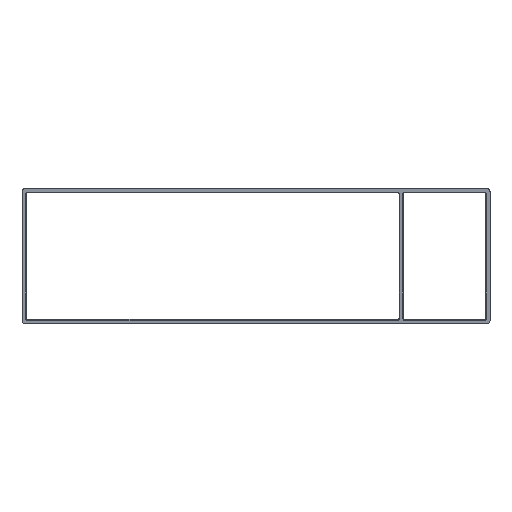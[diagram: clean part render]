
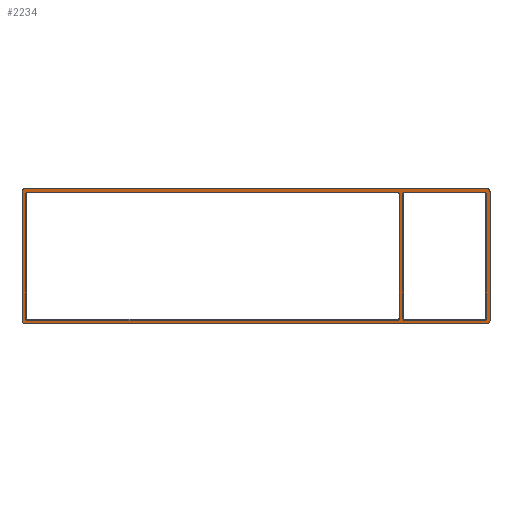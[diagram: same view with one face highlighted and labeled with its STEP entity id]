
A CAD part, top view. The second image highlights one B-rep face of the part: STEP entity #2234.
In plain terms, the highlighted planar face has unit normal (0, -0.148, 0.989).
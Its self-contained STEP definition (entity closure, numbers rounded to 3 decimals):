
#23=FACE_BOUND('',#353,.T.);
#24=FACE_BOUND('',#354,.T.);
#66=PLANE('',#2468);
#224=FACE_OUTER_BOUND('',#352,.T.);
#352=EDGE_LOOP('',(#1999,#2000,#2001,#2002,#2003,#2004,#2005,#2006));
#353=EDGE_LOOP('',(#2007,#2008,#2009,#2010,#2011,#2012,#2013,#2014));
#354=EDGE_LOOP('',(#2015,#2016,#2017,#2018,#2019,#2020,#2021,#2022));
#472=CIRCLE('',#2452,2.1);
#474=CIRCLE('',#2456,2.1);
#476=CIRCLE('',#2460,2.1);
#478=CIRCLE('',#2464,2.1);
#479=CIRCLE('',#2469,3.2);
#480=CIRCLE('',#2470,3.2);
#481=CIRCLE('',#2471,3.2);
#482=CIRCLE('',#2472,3.2);
#483=CIRCLE('',#2473,2.1);
#484=CIRCLE('',#2474,2.1);
#485=CIRCLE('',#2475,2.1);
#486=CIRCLE('',#2476,2.1);
#529=LINE('',#3315,#745);
#601=LINE('',#3516,#817);
#663=LINE('',#3726,#879);
#668=LINE('',#3738,#884);
#671=LINE('',#3749,#887);
#675=LINE('',#3761,#891);
#680=LINE('',#3776,#896);
#681=LINE('',#3781,#897);
#682=LINE('',#3785,#898);
#683=LINE('',#3789,#899);
#684=LINE('',#3793,#900);
#685=LINE('',#3797,#901);
#745=VECTOR('',#2625,10.);
#817=VECTOR('',#2809,10.);
#879=VECTOR('',#3033,10.);
#884=VECTOR('',#3046,10.);
#887=VECTOR('',#3057,10.);
#891=VECTOR('',#3069,10.);
#896=VECTOR('',#3090,10.);
#897=VECTOR('',#3095,10.);
#898=VECTOR('',#3098,10.);
#899=VECTOR('',#3101,10.);
#900=VECTOR('',#3104,10.);
#901=VECTOR('',#3107,10.);
#970=VERTEX_POINT('',#3312);
#971=VERTEX_POINT('',#3314);
#1043=VERTEX_POINT('',#3513);
#1044=VERTEX_POINT('',#3515);
#1110=VERTEX_POINT('',#3723);
#1111=VERTEX_POINT('',#3725);
#1113=VERTEX_POINT('',#3732);
#1114=VERTEX_POINT('',#3736);
#1116=VERTEX_POINT('',#3742);
#1118=VERTEX_POINT('',#3747);
#1120=VERTEX_POINT('',#3754);
#1122=VERTEX_POINT('',#3759);
#1123=VERTEX_POINT('',#3773);
#1124=VERTEX_POINT('',#3775);
#1125=VERTEX_POINT('',#3778);
#1126=VERTEX_POINT('',#3780);
#1127=VERTEX_POINT('',#3783);
#1128=VERTEX_POINT('',#3784);
#1129=VERTEX_POINT('',#3786);
#1130=VERTEX_POINT('',#3788);
#1131=VERTEX_POINT('',#3790);
#1132=VERTEX_POINT('',#3792);
#1133=VERTEX_POINT('',#3794);
#1134=VERTEX_POINT('',#3796);
#1197=EDGE_CURVE('',#971,#970,#529,.F.);
#1299=EDGE_CURVE('',#1044,#1043,#601,.F.);
#1403=EDGE_CURVE('',#1110,#1111,#663,.T.);
#1408=EDGE_CURVE('',#1113,#1110,#472,.T.);
#1410=EDGE_CURVE('',#1114,#1113,#668,.T.);
#1413=EDGE_CURVE('',#1116,#1114,#474,.T.);
#1415=EDGE_CURVE('',#1118,#1116,#671,.T.);
#1419=EDGE_CURVE('',#1120,#1118,#476,.T.);
#1421=EDGE_CURVE('',#1122,#1120,#675,.T.);
#1424=EDGE_CURVE('',#1111,#1122,#478,.T.);
#1428=EDGE_CURVE('',#1123,#1043,#479,.T.);
#1429=EDGE_CURVE('',#1123,#1124,#680,.F.);
#1430=EDGE_CURVE('',#971,#1124,#480,.T.);
#1431=EDGE_CURVE('',#1125,#970,#481,.T.);
#1432=EDGE_CURVE('',#1125,#1126,#681,.F.);
#1433=EDGE_CURVE('',#1044,#1126,#482,.T.);
#1434=EDGE_CURVE('',#1127,#1128,#682,.T.);
#1435=EDGE_CURVE('',#1129,#1127,#483,.T.);
#1436=EDGE_CURVE('',#1130,#1129,#683,.T.);
#1437=EDGE_CURVE('',#1131,#1130,#484,.T.);
#1438=EDGE_CURVE('',#1132,#1131,#684,.T.);
#1439=EDGE_CURVE('',#1133,#1132,#485,.T.);
#1440=EDGE_CURVE('',#1134,#1133,#685,.T.);
#1441=EDGE_CURVE('',#1128,#1134,#486,.T.);
#1999=ORIENTED_EDGE('',*,*,#1428,.F.);
#2000=ORIENTED_EDGE('',*,*,#1429,.T.);
#2001=ORIENTED_EDGE('',*,*,#1430,.F.);
#2002=ORIENTED_EDGE('',*,*,#1197,.T.);
#2003=ORIENTED_EDGE('',*,*,#1431,.F.);
#2004=ORIENTED_EDGE('',*,*,#1432,.T.);
#2005=ORIENTED_EDGE('',*,*,#1433,.F.);
#2006=ORIENTED_EDGE('',*,*,#1299,.T.);
#2007=ORIENTED_EDGE('',*,*,#1434,.F.);
#2008=ORIENTED_EDGE('',*,*,#1435,.F.);
#2009=ORIENTED_EDGE('',*,*,#1436,.F.);
#2010=ORIENTED_EDGE('',*,*,#1437,.F.);
#2011=ORIENTED_EDGE('',*,*,#1438,.F.);
#2012=ORIENTED_EDGE('',*,*,#1439,.F.);
#2013=ORIENTED_EDGE('',*,*,#1440,.F.);
#2014=ORIENTED_EDGE('',*,*,#1441,.F.);
#2015=ORIENTED_EDGE('',*,*,#1403,.F.);
#2016=ORIENTED_EDGE('',*,*,#1408,.F.);
#2017=ORIENTED_EDGE('',*,*,#1410,.F.);
#2018=ORIENTED_EDGE('',*,*,#1413,.F.);
#2019=ORIENTED_EDGE('',*,*,#1415,.F.);
#2020=ORIENTED_EDGE('',*,*,#1419,.F.);
#2021=ORIENTED_EDGE('',*,*,#1421,.F.);
#2022=ORIENTED_EDGE('',*,*,#1424,.F.);
#2234=ADVANCED_FACE('',(#224,#23,#24),#66,.T.);
#2452=AXIS2_PLACEMENT_3D('',#3734,#3041,#3042);
#2456=AXIS2_PLACEMENT_3D('',#3744,#3052,#3053);
#2460=AXIS2_PLACEMENT_3D('',#3756,#3064,#3065);
#2464=AXIS2_PLACEMENT_3D('',#3765,#3075,#3076);
#2468=AXIS2_PLACEMENT_3D('',#3772,#3086,#3087);
#2469=AXIS2_PLACEMENT_3D('',#3774,#3088,#3089);
#2470=AXIS2_PLACEMENT_3D('',#3777,#3091,#3092);
#2471=AXIS2_PLACEMENT_3D('',#3779,#3093,#3094);
#2472=AXIS2_PLACEMENT_3D('',#3782,#3096,#3097);
#2473=AXIS2_PLACEMENT_3D('',#3787,#3099,#3100);
#2474=AXIS2_PLACEMENT_3D('',#3791,#3102,#3103);
#2475=AXIS2_PLACEMENT_3D('',#3795,#3105,#3106);
#2476=AXIS2_PLACEMENT_3D('',#3798,#3108,#3109);
#2625=DIRECTION('',(1.,0.,0.));
#2809=DIRECTION('',(-1.,0.,0.));
#3033=DIRECTION('',(0.,-0.989,-0.148));
#3041=DIRECTION('center_axis',(0.,-0.148,
0.989));
#3042=DIRECTION('ref_axis',(-0.707,0.699,0.105));
#3046=DIRECTION('',(-1.,0.,0.));
#3052=DIRECTION('center_axis',(0.,-0.148,
0.989));
#3053=DIRECTION('ref_axis',(0.707,0.699,0.105));
#3057=DIRECTION('',(0.,0.989,0.148));
#3064=DIRECTION('center_axis',(0.,-0.148,
0.989));
#3065=DIRECTION('ref_axis',(0.707,-0.699,-0.105));
#3069=DIRECTION('',(1.,0.,0.));
#3075=DIRECTION('center_axis',(0.,-0.148,
0.989));
#3076=DIRECTION('ref_axis',(-0.707,-0.699,-0.105));
#3086=DIRECTION('center_axis',(0.,-0.148,
0.989));
#3087=DIRECTION('ref_axis',(-1.,0.,0.));
#3088=DIRECTION('center_axis',(0.,0.148,-0.989));
#3089=DIRECTION('ref_axis',(0.707,-0.699,-0.105));
#3090=DIRECTION('',(0.,-0.989,-0.148));
#3091=DIRECTION('center_axis',(0.,0.148,-0.989));
#3092=DIRECTION('ref_axis',(0.707,0.699,0.105));
#3093=DIRECTION('center_axis',(0.,0.148,-0.989));
#3094=DIRECTION('ref_axis',(-0.707,0.699,0.105));
#3095=DIRECTION('',(0.,0.989,0.148));
#3096=DIRECTION('center_axis',(0.,0.148,-0.989));
#3097=DIRECTION('ref_axis',(-0.707,-0.699,-0.105));
#3098=DIRECTION('',(0.,0.989,0.148));
#3099=DIRECTION('center_axis',(0.,-0.148,
0.989));
#3100=DIRECTION('ref_axis',(0.707,-0.699,-0.105));
#3101=DIRECTION('',(1.,0.,0.));
#3102=DIRECTION('center_axis',(0.,-0.148,
0.989));
#3103=DIRECTION('ref_axis',(-0.707,-0.699,-0.105));
#3104=DIRECTION('',(0.,-0.989,-0.148));
#3105=DIRECTION('center_axis',(0.,-0.148,
0.989));
#3106=DIRECTION('ref_axis',(-0.707,0.699,0.105));
#3107=DIRECTION('',(-1.,0.,0.));
#3108=DIRECTION('center_axis',(0.,-0.148,
0.989));
#3109=DIRECTION('ref_axis',(0.707,0.699,0.105));
#3312=CARTESIAN_POINT('',(-0.613,119.687,36.896));
#3314=CARTESIAN_POINT('',(430.189,119.687,36.896));
#3315=CARTESIAN_POINT('',(349.566,119.687,36.896));
#3513=CARTESIAN_POINT('',(430.189,-6.55,18.03));
#3515=CARTESIAN_POINT('',(-0.613,-6.55,18.03));
#3516=CARTESIAN_POINT('',(351.473,-6.55,18.03));
#3723=CARTESIAN_POINT('',(351.926,114.334,36.096));
#3725=CARTESIAN_POINT('',(351.926,-1.196,18.83));
#3726=CARTESIAN_POINT('',(351.926,88.375,32.217));
#3732=CARTESIAN_POINT('',(354.026,116.41,36.406));
#3734=CARTESIAN_POINT('Origin',(354.026,114.334,36.096));
#3736=CARTESIAN_POINT('',(427.976,116.41,36.406));
#3738=CARTESIAN_POINT('',(390.048,116.41,36.406));
#3742=CARTESIAN_POINT('',(430.076,114.334,36.096));
#3744=CARTESIAN_POINT('Origin',(427.976,114.334,36.096));
#3747=CARTESIAN_POINT('',(430.076,-1.196,18.83));
#3749=CARTESIAN_POINT('',(430.076,88.375,32.217));
#3754=CARTESIAN_POINT('',(427.976,-3.273,18.52));
#3756=CARTESIAN_POINT('Origin',(427.976,-1.196,18.83));
#3759=CARTESIAN_POINT('',(354.026,-3.273,18.52));
#3761=CARTESIAN_POINT('',(351.473,-3.273,18.52));
#3765=CARTESIAN_POINT('Origin',(354.026,-1.196,18.83));
#3772=CARTESIAN_POINT('Origin',(350.52,56.569,27.463));
#3773=CARTESIAN_POINT('',(433.389,-3.385,18.503));
#3774=CARTESIAN_POINT('Origin',(430.189,-3.385,18.503));
#3775=CARTESIAN_POINT('',(433.389,116.522,36.423));
#3776=CARTESIAN_POINT('',(433.389,25.553,22.828));
#3777=CARTESIAN_POINT('Origin',(430.189,116.522,36.423));
#3778=CARTESIAN_POINT('',(-3.813,116.522,36.423));
#3779=CARTESIAN_POINT('Origin',(-0.613,116.522,36.423));
#3780=CARTESIAN_POINT('',(-3.813,-3.385,18.503));
#3781=CARTESIAN_POINT('',(-3.813,87.584,32.098));
#3782=CARTESIAN_POINT('Origin',(-0.613,-3.385,18.503));
#3783=CARTESIAN_POINT('',(349.113,-1.196,18.83));
#3784=CARTESIAN_POINT('',(349.113,114.334,36.096));
#3785=CARTESIAN_POINT('',(349.113,24.762,22.71));
#3786=CARTESIAN_POINT('',(347.013,-3.273,18.52));
#3787=CARTESIAN_POINT('Origin',(347.013,-1.196,18.83));
#3788=CARTESIAN_POINT('',(1.6,-3.273,18.52));
#3789=CARTESIAN_POINT('',(175.26,-3.273,18.52));
#3790=CARTESIAN_POINT('',(-0.5,-1.196,18.83));
#3791=CARTESIAN_POINT('Origin',(1.6,-1.196,18.83));
#3792=CARTESIAN_POINT('',(-0.5,114.334,36.096));
#3793=CARTESIAN_POINT('',(-0.5,24.762,22.71));
#3794=CARTESIAN_POINT('',(1.6,116.41,36.406));
#3795=CARTESIAN_POINT('Origin',(1.6,114.334,36.096));
#3796=CARTESIAN_POINT('',(347.013,116.41,36.406));
#3797=CARTESIAN_POINT('',(349.566,116.41,36.406));
#3798=CARTESIAN_POINT('Origin',(347.013,114.334,36.096));
